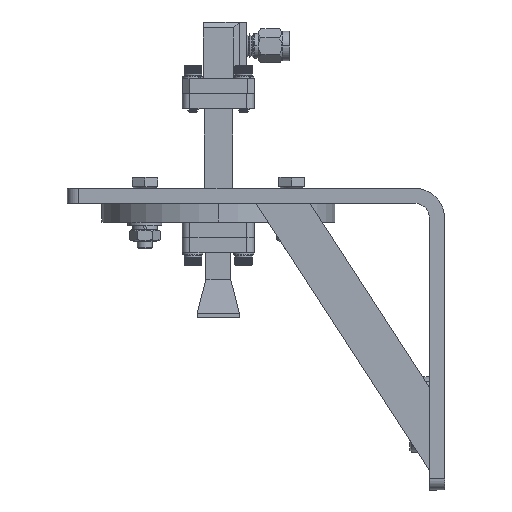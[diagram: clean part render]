
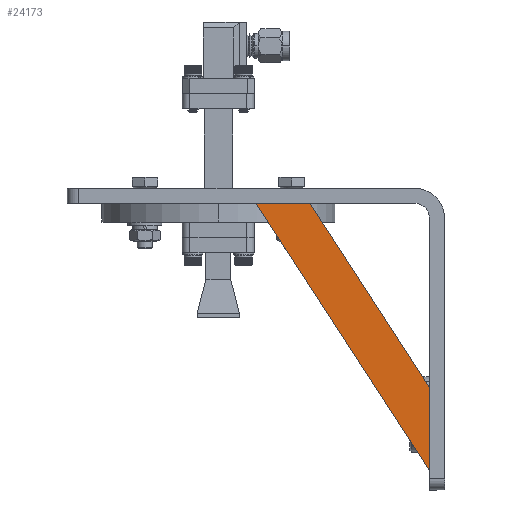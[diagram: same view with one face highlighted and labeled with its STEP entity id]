
A CAD part, left-side view. The second image highlights one B-rep face of the part: STEP entity #24173.
In plain terms, the highlighted planar face has unit normal (-1, 0, 0).
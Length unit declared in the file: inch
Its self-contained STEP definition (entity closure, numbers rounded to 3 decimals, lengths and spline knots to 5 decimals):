
#1280 = LINE ( 'NONE', #9222, #15585 ) ;
#1751 = LINE ( 'NONE', #19077, #31723 ) ;
#7995 = PLANE ( 'NONE',  #16517 ) ;
#8946 = VERTEX_POINT ( 'NONE', #54135 ) ;
#9222 = CARTESIAN_POINT ( 'NONE',  ( 0., 0., 0. ) ) ;
#9520 = EDGE_LOOP ( 'NONE', ( #26362, #31367, #38030, #40637 ) ) ;
#12265 = FACE_OUTER_BOUND ( 'NONE', #9520, .T. ) ;
#15561 = VECTOR ( 'NONE', #52773, 39.37008 ) ;
#15585 = VECTOR ( 'NONE', #53539, 39.37008 ) ;
#16517 = AXIS2_PLACEMENT_3D ( 'NONE', #21032, #38395, #16810 ) ;
#16810 = DIRECTION ( 'NONE',  ( 0., 0., -1. ) ) ;
#17206 = VERTEX_POINT ( 'NONE', #31980 ) ;
#19077 = CARTESIAN_POINT ( 'NONE',  ( 0., 1.24803, 0. ) ) ;
#19916 = CARTESIAN_POINT ( 'NONE',  ( 0., 1.81106, 0. ) ) ;
#21032 = CARTESIAN_POINT ( 'NONE',  ( 0., 0., 0. ) ) ;
#23327 = VERTEX_POINT ( 'NONE', #49433 ) ;
#24173 = ADVANCED_FACE ( 'NONE', ( #12265 ), #7995, .F. ) ;
#24416 = DIRECTION ( 'NONE',  ( 0., -0.544, -0.839 ) ) ;
#26362 = ORIENTED_EDGE ( 'NONE', *, *, #39922, .F. ) ;
#26906 = CARTESIAN_POINT ( 'NONE',  ( 0., 0., 0. ) ) ;
#29247 = EDGE_CURVE ( 'NONE', #17206, #8946, #1280, .T. ) ;
#31367 = ORIENTED_EDGE ( 'NONE', *, *, #29247, .F. ) ;
#31723 = VECTOR ( 'NONE', #24416, 39.37008 ) ;
#31980 = CARTESIAN_POINT ( 'NONE',  ( 0., 0., -1.9252 ) ) ;
#36219 = EDGE_CURVE ( 'NONE', #55694, #23327, #40297, .T. ) ;
#38030 = ORIENTED_EDGE ( 'NONE', *, *, #48562, .F. ) ;
#38395 = DIRECTION ( 'NONE',  ( 1., 0., 0. ) ) ;
#39922 = EDGE_CURVE ( 'NONE', #8946, #55694, #54546, .T. ) ;
#40297 = LINE ( 'NONE', #26906, #15561 ) ;
#40637 = ORIENTED_EDGE ( 'NONE', *, *, #36219, .F. ) ;
#48562 = EDGE_CURVE ( 'NONE', #23327, #17206, #1751, .T. ) ;
#49433 = CARTESIAN_POINT ( 'NONE',  ( 0., 1.24803, 0. ) ) ;
#49715 = CARTESIAN_POINT ( 'NONE',  ( 0., 0., -2.79371 ) ) ;
#50272 = DIRECTION ( 'NONE',  ( 0., 0.544, 0.839 ) ) ;
#52773 = DIRECTION ( 'NONE',  ( 0., -1., 0. ) ) ;
#53539 = DIRECTION ( 'NONE',  ( 0., 0., -1. ) ) ;
#53922 = VECTOR ( 'NONE', #50272, 39.37008 ) ;
#54135 = CARTESIAN_POINT ( 'NONE',  ( 0., 0., -2.79371 ) ) ;
#54546 = LINE ( 'NONE', #49715, #53922 ) ;
#55694 = VERTEX_POINT ( 'NONE', #19916 ) ;
